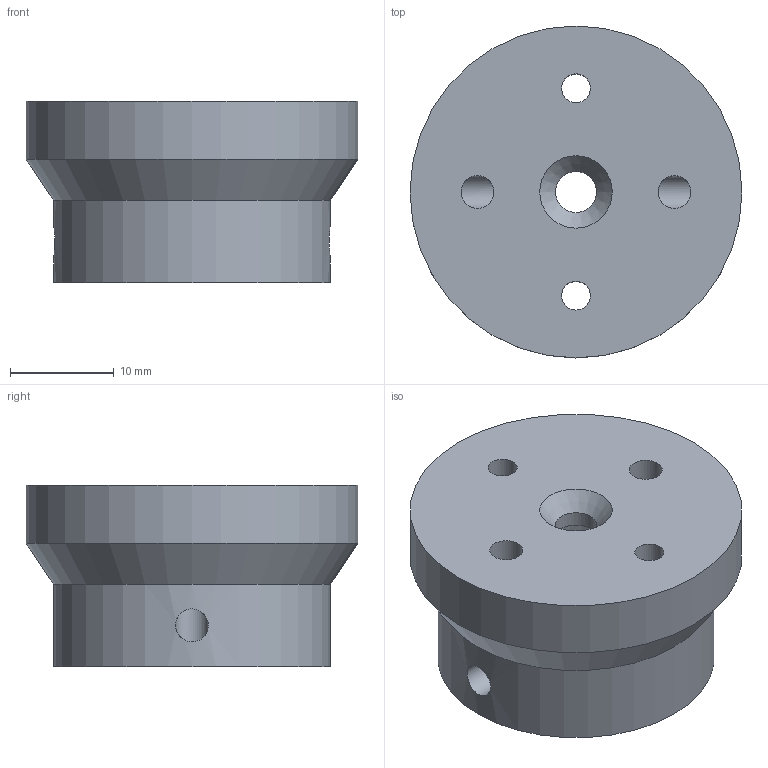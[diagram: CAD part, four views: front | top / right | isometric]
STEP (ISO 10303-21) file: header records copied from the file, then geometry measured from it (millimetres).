
FILE_DESCRIPTION(/* description */ (''),/* implementation_level */ '2;1');
FILE_NAME(/* name */ 'PBPlungerHeadFront.stp',/* time_stamp */ '2014-06-05T17:07:38-05:00',/* author */ ('Jason Kreterfield'),/* organization */ (''),/* preprocessor_version */ 'ST-DEVELOPER v15.2',/* originating_system */ 'Autodesk Inventor 2014',/* authorisation */ '');
FILE_SCHEMA (('AUTOMOTIVE_DESIGN { 1 0 10303 214 3 1 1 }'));
Length unit declared in the file: inch
Products named in the file (1): PBPlungerHeadFront
Bounding box: 32 x 32 x 17.46 mm (x, y, z)
Volume: 9165.6 mm3; surface area: 4209.4 mm2
Topology: 1 solids, 1 shells, 15 faces, 42 edges, 29 vertices
Faces by surface type: cylinder 10, plane 3, cone 2
Full cylindrical faces by diameter (mm): 2.778 x2, 3.175 x4, 3.969 x1, 12.954 x1, 26.67 x1, 32.004 x1
Entity records: 467 total; most frequent: CARTESIAN_POINT 124, DIRECTION 70, ORIENTED_EDGE 42, EDGE_LOOP 38, AXIS2_PLACEMENT_3D 35, FACE_BOUND 27, VERTEX_POINT 21, EDGE_CURVE 21
